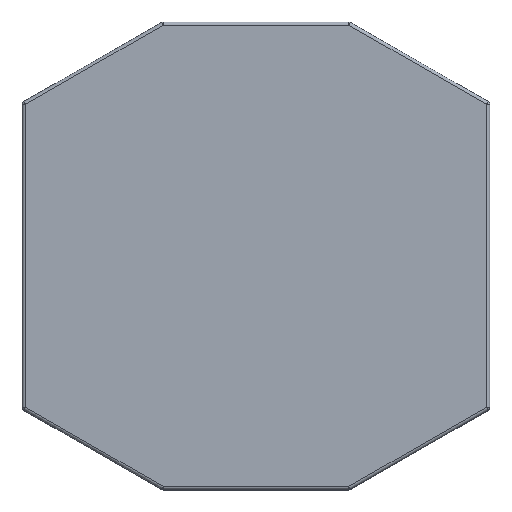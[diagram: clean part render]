
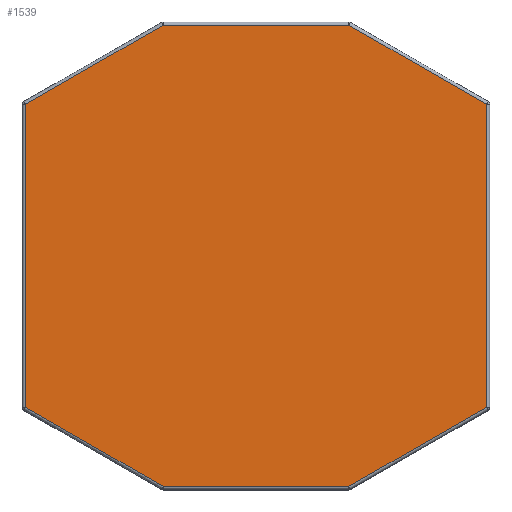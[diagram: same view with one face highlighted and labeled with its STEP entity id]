
A CAD part, top view. The second image highlights one B-rep face of the part: STEP entity #1539.
In plain terms, the highlighted planar face has unit normal (0, 0, 1).
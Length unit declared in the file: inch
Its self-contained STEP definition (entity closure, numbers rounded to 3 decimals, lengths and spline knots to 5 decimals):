
#126=PLANE('',#1672);
#161=FACE_OUTER_BOUND('',#275,.T.);
#275=EDGE_LOOP('',(#1015,#1016,#1017,#1018,#1019,#1020,#1021,#1022));
#392=LINE('',#2512,#488);
#393=LINE('',#2514,#489);
#394=LINE('',#2516,#490);
#395=LINE('',#2518,#491);
#396=LINE('',#2520,#492);
#397=LINE('',#2522,#493);
#398=LINE('',#2524,#494);
#399=LINE('',#2525,#495);
#488=VECTOR('',#1925,52.3622);
#489=VECTOR('',#1926,52.3622);
#490=VECTOR('',#1927,52.3622);
#491=VECTOR('',#1928,52.3622);
#492=VECTOR('',#1929,52.3622);
#493=VECTOR('',#1930,52.3622);
#494=VECTOR('',#1931,52.3622);
#495=VECTOR('',#1932,52.3622);
#649=VERTEX_POINT('',#2510);
#650=VERTEX_POINT('',#2511);
#651=VERTEX_POINT('',#2513);
#652=VERTEX_POINT('',#2515);
#653=VERTEX_POINT('',#2517);
#654=VERTEX_POINT('',#2519);
#655=VERTEX_POINT('',#2521);
#656=VERTEX_POINT('',#2523);
#776=EDGE_CURVE('',#649,#650,#392,.T.);
#777=EDGE_CURVE('',#650,#651,#393,.T.);
#778=EDGE_CURVE('',#651,#652,#394,.T.);
#779=EDGE_CURVE('',#652,#653,#395,.T.);
#780=EDGE_CURVE('',#653,#654,#396,.T.);
#781=EDGE_CURVE('',#654,#655,#397,.T.);
#782=EDGE_CURVE('',#655,#656,#398,.T.);
#783=EDGE_CURVE('',#656,#649,#399,.T.);
#1015=ORIENTED_EDGE('',*,*,#776,.T.);
#1016=ORIENTED_EDGE('',*,*,#777,.T.);
#1017=ORIENTED_EDGE('',*,*,#778,.T.);
#1018=ORIENTED_EDGE('',*,*,#779,.T.);
#1019=ORIENTED_EDGE('',*,*,#780,.T.);
#1020=ORIENTED_EDGE('',*,*,#781,.T.);
#1021=ORIENTED_EDGE('',*,*,#782,.T.);
#1022=ORIENTED_EDGE('',*,*,#783,.T.);
#1539=ADVANCED_FACE('',(#161),#126,.T.);
#1672=AXIS2_PLACEMENT_3D('',#2509,#1923,#1924);
#1923=DIRECTION('center_axis',(0.,0.,1.));
#1924=DIRECTION('ref_axis',(1.,0.,0.));
#1925=DIRECTION('',(0.867,0.498,0.));
#1926=DIRECTION('',(0.,1.,0.));
#1927=DIRECTION('',(-0.867,0.498,0.));
#1928=DIRECTION('',(-1.,0.,0.));
#1929=DIRECTION('',(-0.867,-0.498,0.));
#1930=DIRECTION('',(0.,-1.,0.));
#1931=DIRECTION('',(0.867,-0.498,0.));
#1932=DIRECTION('',(1.,0.,0.));
#2509=CARTESIAN_POINT('Origin',(-0.01923,-0.01263,
0.05906));
#2510=CARTESIAN_POINT('',(0.01191,-0.09013,0.05906));
#2511=CARTESIAN_POINT('',(0.05827,-0.06354,0.05906));
#2512=CARTESIAN_POINT('',(0.01191,-0.09013,0.05906));
#2513=CARTESIAN_POINT('',(0.05827,0.03827,0.05906));
#2514=CARTESIAN_POINT('',(0.05827,-0.01263,0.05906));
#2515=CARTESIAN_POINT('',(0.01191,0.06487,0.05906));
#2516=CARTESIAN_POINT('',(0.05827,0.03827,0.05906));
#2517=CARTESIAN_POINT('',(-0.05037,0.06487,0.05906));
#2518=CARTESIAN_POINT('',(-0.01923,0.06487,0.05906));
#2519=CARTESIAN_POINT('',(-0.09672,0.03827,0.05906));
#2520=CARTESIAN_POINT('',(-0.05037,0.06487,0.05906));
#2521=CARTESIAN_POINT('',(-0.09672,-0.06354,0.05906));
#2522=CARTESIAN_POINT('',(-0.09672,-0.01263,0.05906));
#2523=CARTESIAN_POINT('',(-0.05037,-0.09013,0.05906));
#2524=CARTESIAN_POINT('',(-0.09672,-0.06354,0.05906));
#2525=CARTESIAN_POINT('',(-0.01923,-0.09013,0.05906));
